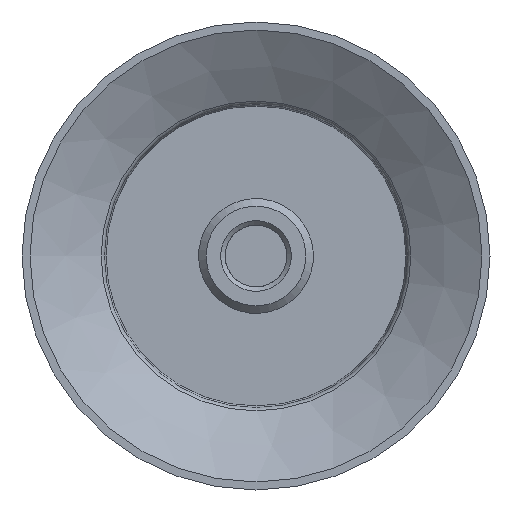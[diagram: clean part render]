
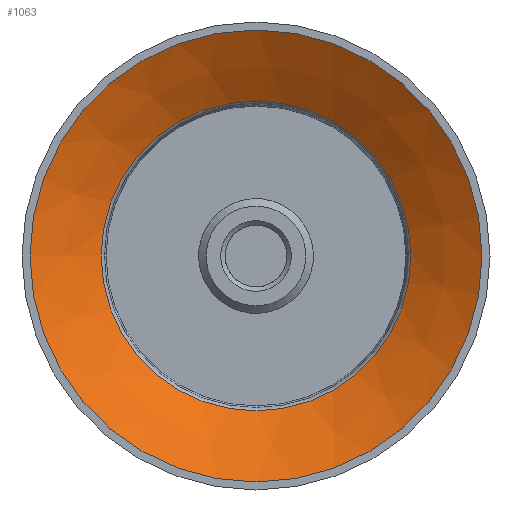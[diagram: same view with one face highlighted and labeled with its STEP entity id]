
A CAD part, front view. The second image highlights one B-rep face of the part: STEP entity #1063.
In plain terms, the highlighted conical face has half-angle 57.587 degrees and reference radius 21.567 mm.
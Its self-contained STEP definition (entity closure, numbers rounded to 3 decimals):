
#145=FACE_OUTER_BOUND('',#209,.T.);
#209=EDGE_LOOP('',(#867,#868,#869,#870,#871,#872,#873));
#249=LINE('',#1887,#281);
#281=VECTOR('',#1484,21.567);
#349=CIRCLE('',#1198,25.592);
#350=CIRCLE('',#1199,25.592);
#351=CIRCLE('',#1201,17.541);
#352=CIRCLE('',#1202,17.541);
#353=CIRCLE('',#1203,17.541);
#464=VERTEX_POINT('',#1881);
#465=VERTEX_POINT('',#1882);
#466=VERTEX_POINT('',#1886);
#467=VERTEX_POINT('',#1888);
#468=VERTEX_POINT('',#1890);
#608=EDGE_CURVE('',#464,#465,#349,.T.);
#609=EDGE_CURVE('',#465,#464,#350,.T.);
#610=EDGE_CURVE('',#465,#466,#249,.T.);
#611=EDGE_CURVE('',#467,#466,#351,.T.);
#612=EDGE_CURVE('',#468,#467,#352,.T.);
#613=EDGE_CURVE('',#466,#468,#353,.T.);
#867=ORIENTED_EDGE('',*,*,#608,.T.);
#868=ORIENTED_EDGE('',*,*,#610,.T.);
#869=ORIENTED_EDGE('',*,*,#611,.F.);
#870=ORIENTED_EDGE('',*,*,#612,.F.);
#871=ORIENTED_EDGE('',*,*,#613,.F.);
#872=ORIENTED_EDGE('',*,*,#610,.F.);
#873=ORIENTED_EDGE('',*,*,#609,.T.);
#1013=CONICAL_SURFACE('',#1200,21.567,1.005);
#1063=ADVANCED_FACE('',(#145),#1013,.F.);
#1198=AXIS2_PLACEMENT_3D('',#1883,#1478,#1479);
#1199=AXIS2_PLACEMENT_3D('',#1884,#1480,#1481);
#1200=AXIS2_PLACEMENT_3D('',#1885,#1482,#1483);
#1201=AXIS2_PLACEMENT_3D('',#1889,#1485,#1486);
#1202=AXIS2_PLACEMENT_3D('',#1891,#1487,#1488);
#1203=AXIS2_PLACEMENT_3D('',#1892,#1489,#1490);
#1478=DIRECTION('center_axis',(0.,-1.,0.));
#1479=DIRECTION('ref_axis',(1.,0.,0.));
#1480=DIRECTION('center_axis',(0.,-1.,0.));
#1481=DIRECTION('ref_axis',(1.,0.,0.));
#1482=DIRECTION('center_axis',(0.,-1.,0.));
#1483=DIRECTION('ref_axis',(1.,0.,0.));
#1484=DIRECTION('',(0.844,0.536,0.));
#1485=DIRECTION('center_axis',(0.,-1.,0.));
#1486=DIRECTION('ref_axis',(1.,0.,0.));
#1487=DIRECTION('center_axis',(0.,-1.,0.));
#1488=DIRECTION('ref_axis',(1.,0.,0.));
#1489=DIRECTION('center_axis',(0.,-1.,0.));
#1490=DIRECTION('ref_axis',(1.,0.,0.));
#1881=CARTESIAN_POINT('',(27.737,-33.956,-47.197));
#1882=CARTESIAN_POINT('',(-23.447,-33.956,-47.197));
#1883=CARTESIAN_POINT('Origin',(2.145,-33.956,-47.197));
#1884=CARTESIAN_POINT('Origin',(2.145,-33.956,-47.197));
#1885=CARTESIAN_POINT('Origin',(2.145,-31.4,-47.197));
#1886=CARTESIAN_POINT('',(-15.396,-28.844,-47.197));
#1887=CARTESIAN_POINT('',(-19.421,-31.4,-47.197));
#1888=CARTESIAN_POINT('',(2.145,-28.844,-29.656));
#1889=CARTESIAN_POINT('Origin',(2.145,-28.844,-47.197));
#1890=CARTESIAN_POINT('',(19.686,-28.844,-47.197));
#1891=CARTESIAN_POINT('Origin',(2.145,-28.844,-47.197));
#1892=CARTESIAN_POINT('Origin',(2.145,-28.844,-47.197));
